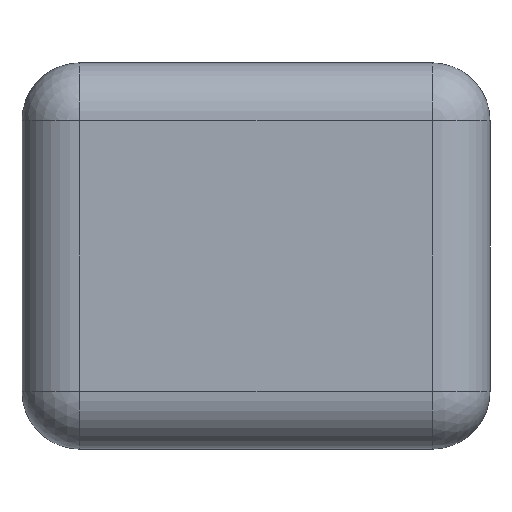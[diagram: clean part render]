
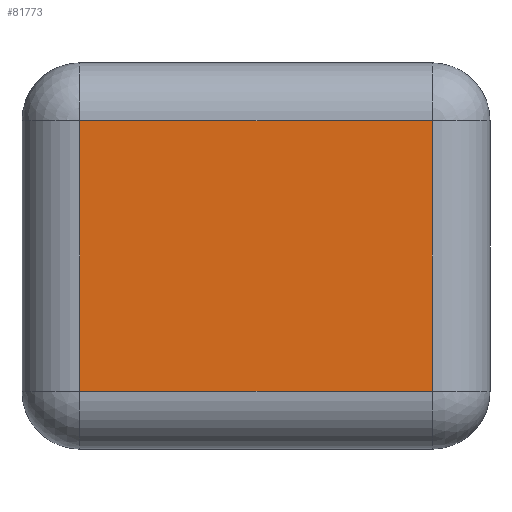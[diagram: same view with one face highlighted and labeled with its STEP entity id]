
A CAD part, front view. The second image highlights one B-rep face of the part: STEP entity #81773.
In plain terms, the highlighted planar face has unit normal (0, -1, 0).
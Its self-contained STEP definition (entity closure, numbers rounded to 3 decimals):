
#9483 = DIRECTION ( 'NONE',  ( 0., -1., 0. ) ) ;
#14035 = VECTOR ( 'NONE', #60564, 1000. ) ;
#15968 = ORIENTED_EDGE ( 'NONE', *, *, #92481, .T. ) ;
#24371 = EDGE_CURVE ( 'NONE', #67406, #114187, #95905, .T. ) ;
#24909 = CARTESIAN_POINT ( 'NONE',  ( -243.544, -144.541, 186.989 ) ) ;
#29412 = CARTESIAN_POINT ( 'NONE',  ( 243.544, -144.541, -186.989 ) ) ;
#31442 = CARTESIAN_POINT ( 'NONE',  ( -243.544, -144.541, -266.989 ) ) ;
#33513 = CARTESIAN_POINT ( 'NONE',  ( 243.544, -144.541, 0. ) ) ;
#41569 = DIRECTION ( 'NONE',  ( 0., 0., -1. ) ) ;
#54196 = VERTEX_POINT ( 'NONE', #29412 ) ;
#55136 = DIRECTION ( 'NONE',  ( 1., 0., 0. ) ) ;
#57613 = CARTESIAN_POINT ( 'NONE',  ( -323.544, -144.541, 186.989 ) ) ;
#60551 = AXIS2_PLACEMENT_3D ( 'NONE', #84062, #9483, #92439 ) ;
#60564 = DIRECTION ( 'NONE',  ( -1., 0., 0. ) ) ;
#61134 = CARTESIAN_POINT ( 'NONE',  ( 243.544, -144.541, 186.989 ) ) ;
#63075 = VECTOR ( 'NONE', #41569, 1000. ) ;
#64672 = CARTESIAN_POINT ( 'NONE',  ( 323.544, -144.541, -186.989 ) ) ;
#66318 = VERTEX_POINT ( 'NONE', #61134 ) ;
#67406 = VERTEX_POINT ( 'NONE', #24909 ) ;
#77711 = DIRECTION ( 'NONE',  ( 0., 0., 1. ) ) ;
#80838 = EDGE_CURVE ( 'NONE', #114187, #54196, #83145, .T. ) ;
#81371 = VECTOR ( 'NONE', #55136, 1000. ) ;
#81718 = FACE_OUTER_BOUND ( 'NONE', #83531, .T. ) ;
#81773 = ADVANCED_FACE ( 'NONE', ( #81718 ), #82298, .T. ) ;
#82298 = PLANE ( 'NONE',  #60551 ) ;
#83145 = LINE ( 'NONE', #64672, #81371 ) ;
#83531 = EDGE_LOOP ( 'NONE', ( #84591, #15968, #111764, #106593 ) ) ;
#84062 = CARTESIAN_POINT ( 'NONE',  ( 0., -144.541, 0. ) ) ;
#84591 = ORIENTED_EDGE ( 'NONE', *, *, #111831, .T. ) ;
#86677 = LINE ( 'NONE', #33513, #115655 ) ;
#92439 = DIRECTION ( 'NONE',  ( 0., 0., -1. ) ) ;
#92481 = EDGE_CURVE ( 'NONE', #66318, #67406, #112516, .T. ) ;
#95905 = LINE ( 'NONE', #31442, #63075 ) ;
#101586 = CARTESIAN_POINT ( 'NONE',  ( -243.544, -144.541, -186.989 ) ) ;
#106593 = ORIENTED_EDGE ( 'NONE', *, *, #80838, .T. ) ;
#111764 = ORIENTED_EDGE ( 'NONE', *, *, #24371, .T. ) ;
#111831 = EDGE_CURVE ( 'NONE', #54196, #66318, #86677, .T. ) ;
#112516 = LINE ( 'NONE', #57613, #14035 ) ;
#114187 = VERTEX_POINT ( 'NONE', #101586 ) ;
#115655 = VECTOR ( 'NONE', #77711, 1000. ) ;
